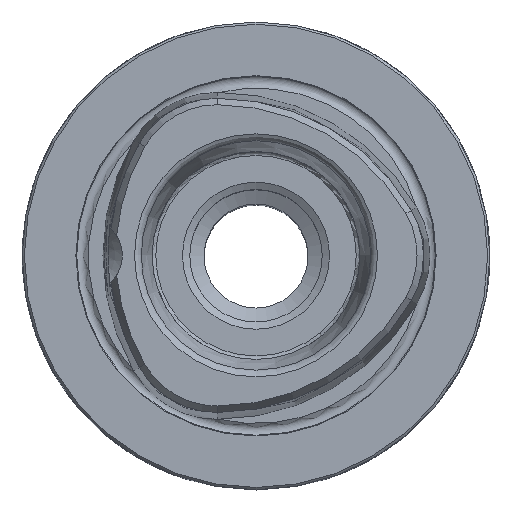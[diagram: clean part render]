
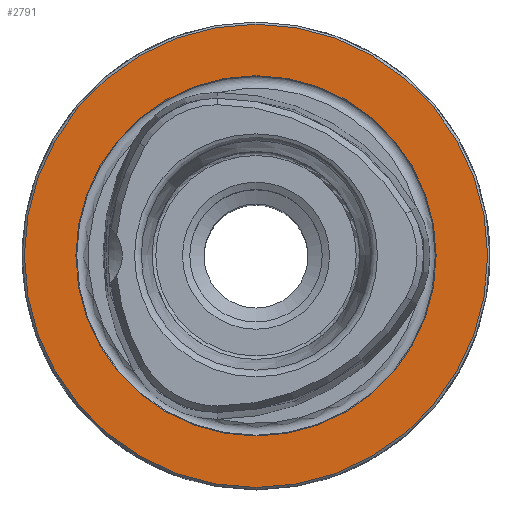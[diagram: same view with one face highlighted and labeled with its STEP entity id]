
A CAD part, top view. The second image highlights one B-rep face of the part: STEP entity #2791.
In plain terms, the highlighted planar face has unit normal (0, 0, 1).
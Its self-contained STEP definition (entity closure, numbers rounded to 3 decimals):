
#221=PLANE('',#3028);
#668=ORIENTED_EDGE('',*,*,#969,.T.);
#669=ORIENTED_EDGE('',*,*,#968,.F.);
#968=EDGE_CURVE('',#1156,#1156,#1300,.T.);
#969=EDGE_CURVE('',#1157,#1157,#1301,.T.);
#1156=VERTEX_POINT('',#4224);
#1157=VERTEX_POINT('',#4227);
#1300=CIRCLE('',#3027,24.264);
#1301=CIRCLE('',#3029,31.2);
#1463=EDGE_LOOP('',(#668));
#1464=EDGE_LOOP('',(#669));
#1668=FACE_BOUND('',#1463,.T.);
#1669=FACE_BOUND('',#1464,.T.);
#2791=ADVANCED_FACE('',(#1668,#1669),#221,.T.);
#3027=AXIS2_PLACEMENT_3D('',#4223,#3512,#3513);
#3028=AXIS2_PLACEMENT_3D('',#4225,#3514,#3515);
#3029=AXIS2_PLACEMENT_3D('',#4226,#3516,#3517);
#3512=DIRECTION('',(0.,0.,1.));
#3513=DIRECTION('',(1.,0.,0.));
#3514=DIRECTION('',(0.,0.,1.));
#3515=DIRECTION('',(1.,0.,0.));
#3516=DIRECTION('',(0.,0.,1.));
#3517=DIRECTION('',(1.,0.,0.));
#4223=CARTESIAN_POINT('',(0.,0.,0.));
#4224=CARTESIAN_POINT('',(24.264,0.,0.));
#4225=CARTESIAN_POINT('',(24.2,0.,0.));
#4226=CARTESIAN_POINT('',(0.,0.,0.));
#4227=CARTESIAN_POINT('',(31.2,0.,0.));
